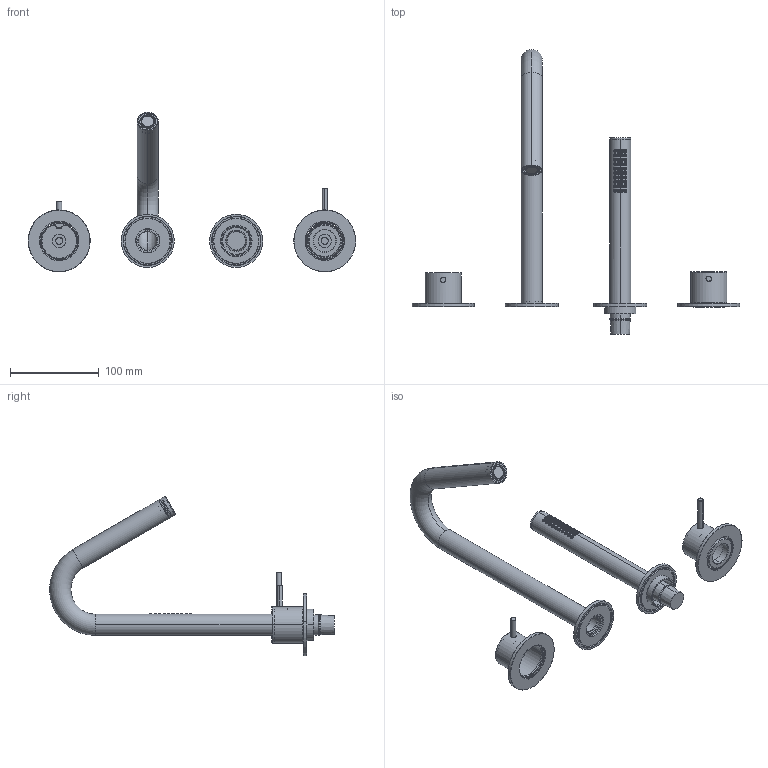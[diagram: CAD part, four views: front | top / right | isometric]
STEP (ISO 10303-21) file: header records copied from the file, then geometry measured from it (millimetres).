
FILE_DESCRIPTION (( 'STEP AP214' ), '1' );
FILE_NAME ('C35.0032 3D.STEP', '2023-01-19T18:24:13', ( '' ), ( '' ), 'SwSTEP 2.0', 'SolidWorks 2022', '' );
FILE_SCHEMA (( 'AUTOMOTIVE_DESIGN' ));
Length unit declared in the file: millimetre
Products named in the file (14): C35.0032.STEP; 0001-PORCA_M37x1,5x8,9MM_000000000000.STEP; 0001-ESPELHO__70x_24x12MM_BANCADA_000000000000.STEP; 0001-CHUVEIRO_DE_M_O_CILINDRICO_000000000000.STEP; C35.0032 3D; 0110.003.00; 0001-ESPELHO__70_CORPO_CARTUCHO__35_000000000000.STEP; Pomulo _6.STEP; 0001-BICA__24_V_X135_Y150_000000000000.STEP; 0044.000.23; 0226.000.00.STEP; 011101102400.STEP; 0001-ESPELHO__70_BANCADA_PARA_CANH_O_G3-4_000000000000.STEP; 0001-ESPELHO_Ø70_CORPO_CARTUCHO_Ø35_000000000000
Assembly tree (14 placements, depth 4):
  C35.0032 3D
    C35.0032.STEP
      0226.000.00.STEP
        Pomulo _6.STEP
        0001-ESPELHO__70_CORPO_CARTUCHO__35_000000000000.STEP
      0001-PORCA_M37x1,5x8,9MM_000000000000.STEP
      0001-ESPELHO__70_BANCADA_PARA_CANH_O_G3-4_000000000000.STEP
      0001-CHUVEIRO_DE_M_O_CILINDRICO_000000000000.STEP
      0001-ESPELHO__70x_24x12MM_BANCADA_000000000000.STEP
      0001-BICA__24_V_X135_Y150_000000000000.STEP
      011101102400.STEP
    0110.003.00  x2
    0044.000.23
    0001-ESPELHO_Ø70_CORPO_CARTUCHO_Ø35_000000000000
Bounding box: 369.9 x 321.74 x 180.39 mm (x, y, z)
Volume: 212709.8 mm3; surface area: 146162.9 mm2
Topology: 14 solids, 14 shells, 1036 faces, 2547 edges, 1642 vertices
Faces by surface type: cylinder 336, bspline 243, plane 236, cone 183, torus 38
Entity records: 63046 total; most frequent: CARTESIAN_POINT 40948, ORIENTED_EDGE 4552, DIRECTION 3457, EDGE_CURVE 2276, VERTEX_POINT 1464, AXIS2_PLACEMENT_3D 1422, EDGE_LOOP 1062, FACE_OUTER_BOUND 941
